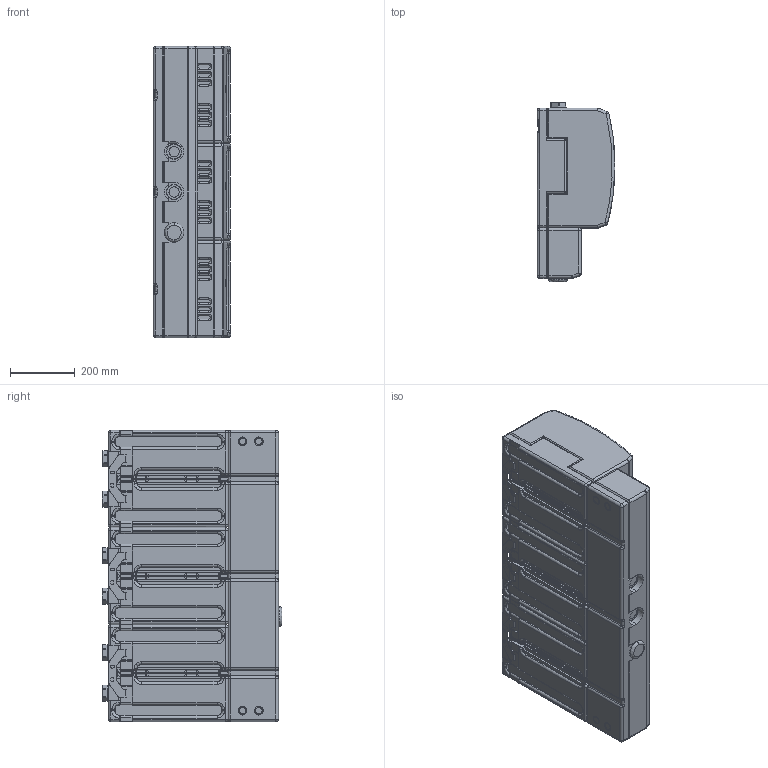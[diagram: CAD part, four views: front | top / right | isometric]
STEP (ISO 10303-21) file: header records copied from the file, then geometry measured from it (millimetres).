
FILE_DESCRIPTION (( 'STEP AP203' ), '1' );
FILE_NAME ('VB32-3 gruppo.STEP', '2022-12-13T07:59:06', ( '' ), ( '' ), 'SwSTEP 2.0', 'SolidWorks 2021', '' );
FILE_SCHEMA (( 'CONFIG_CONTROL_DESIGN' ));
Products named in the file (1): VB32-3 gruppo
Bounding box: 240.5 x 554.71 x 900 mm (x, y, z)
Surface area: 2036735.4 mm2 (no closed solid volume)
Topology: 0 solids, 53 shells, 2029 faces, 6103 edges, 4022 vertices
Faces by surface type: cylinder 735, plane 733, bspline 413, cone 148
Entity records: 112694 total; most frequent: CARTESIAN_POINT 62837, ORIENTED_EDGE 10514, DIRECTION 9189, EDGE_CURVE 6048, VERTEX_POINT 4022, AXIS2_PLACEMENT_3D 3112, LINE 2965, VECTOR 2965
